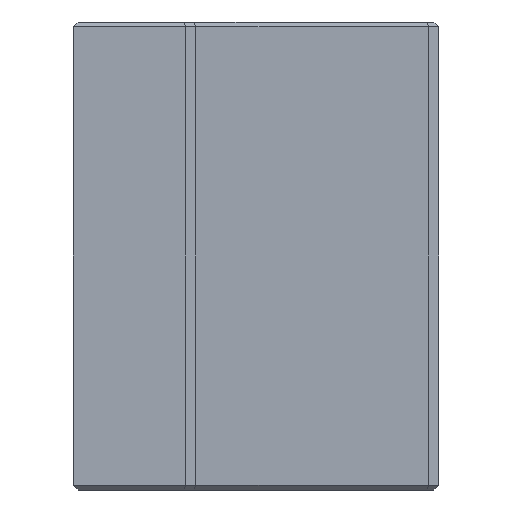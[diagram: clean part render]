
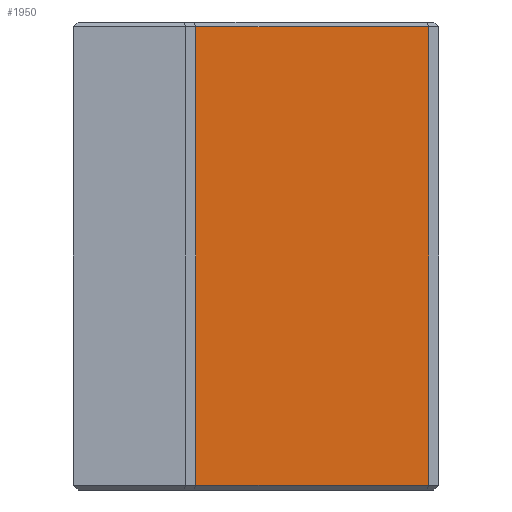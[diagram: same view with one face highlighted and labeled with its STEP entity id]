
A CAD part, left-side view. The second image highlights one B-rep face of the part: STEP entity #1950.
In plain terms, the highlighted planar face has unit normal (-1, 0, 0).
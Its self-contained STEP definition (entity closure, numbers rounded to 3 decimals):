
#1041 = VERTEX_POINT ( 'NONE', #2273 ) ;
#1197 = ORIENTED_EDGE ( 'NONE', *, *, #1868, .T. ) ;
#1199 = ORIENTED_EDGE ( 'NONE', *, *, #1867, .F. ) ;
#1200 = ORIENTED_EDGE ( 'NONE', *, *, #1866, .T. ) ;
#1203 = ORIENTED_EDGE ( 'NONE', *, *, #1864, .T. ) ;
#1293 = EDGE_LOOP ( 'NONE', ( #1203, #1200, #1199, #1197 ) ) ;
#1864 = EDGE_CURVE ( 'NONE', #1041, #2137, #4133, .T. ) ;
#1866 = EDGE_CURVE ( 'NONE', #2137, #2087, #4137, .T. ) ;
#1867 = EDGE_CURVE ( 'NONE', #2136, #2087, #4139, .T. ) ;
#1868 = EDGE_CURVE ( 'NONE', #2136, #1041, #4112, .T. ) ;
#1950 = ADVANCED_FACE ( 'NONE', ( #4292 ), #2893, .F. ) ;
#2087 = VERTEX_POINT ( 'NONE', #3324 ) ;
#2136 = VERTEX_POINT ( 'NONE', #3363 ) ;
#2137 = VERTEX_POINT ( 'NONE', #3372 ) ;
#2273 = CARTESIAN_POINT ( 'NONE',  ( -22.93, 9.93, 24.5 ) ) ;
#2710 = CARTESIAN_POINT ( 'NONE',  ( -22.93, 9.93, 25. ) ) ;
#2711 = DIRECTION ( 'NONE',  ( 0., 0., -1. ) ) ;
#2712 = CARTESIAN_POINT ( 'NONE',  ( -22.93, 9.93, 24.5 ) ) ;
#2714 = CARTESIAN_POINT ( 'NONE',  ( -22.93, 9.93, -24.5 ) ) ;
#2715 = DIRECTION ( 'NONE',  ( 0., -1., 0. ) ) ;
#2716 = CARTESIAN_POINT ( 'NONE',  ( -22.93, -14.93, 25. ) ) ;
#2717 = DIRECTION ( 'NONE',  ( 0., 0., -1. ) ) ;
#2719 = DIRECTION ( 'NONE',  ( 0., 1., 0. ) ) ;
#2893 = PLANE ( 'NONE',  #3629 ) ;
#2896 = CARTESIAN_POINT ( 'NONE',  ( -22.93, 9.93, 25. ) ) ;
#2902 = DIRECTION ( 'NONE',  ( 1., 0., 0. ) ) ;
#2903 = DIRECTION ( 'NONE',  ( 0., 0., -1. ) ) ;
#3324 = CARTESIAN_POINT ( 'NONE',  ( -22.93, -14.93, -24.5 ) ) ;
#3363 = CARTESIAN_POINT ( 'NONE',  ( -22.93, -14.93, 24.5 ) ) ;
#3372 = CARTESIAN_POINT ( 'NONE',  ( -22.93, 9.93, -24.5 ) ) ;
#3629 = AXIS2_PLACEMENT_3D ( 'NONE', #2896, #2902, #2903 ) ;
#4112 = LINE ( 'NONE', #2712, #4141 ) ;
#4133 = LINE ( 'NONE', #2710, #4134 ) ;
#4134 = VECTOR ( 'NONE', #2711, 1000. ) ;
#4137 = LINE ( 'NONE', #2714, #4138 ) ;
#4138 = VECTOR ( 'NONE', #2715, 1000. ) ;
#4139 = LINE ( 'NONE', #2716, #4140 ) ;
#4140 = VECTOR ( 'NONE', #2717, 1000. ) ;
#4141 = VECTOR ( 'NONE', #2719, 1000. ) ;
#4292 = FACE_OUTER_BOUND ( 'NONE', #1293, .T. ) ;
